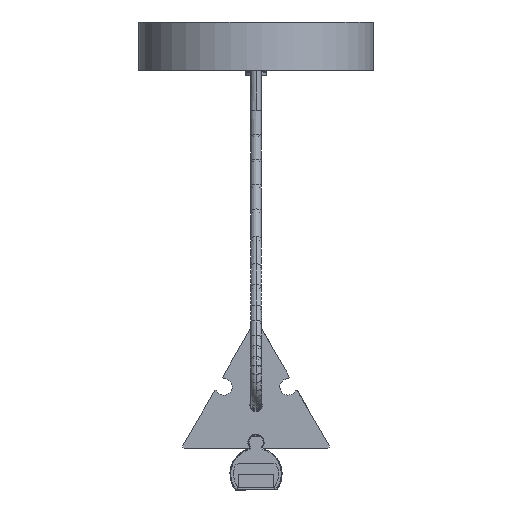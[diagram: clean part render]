
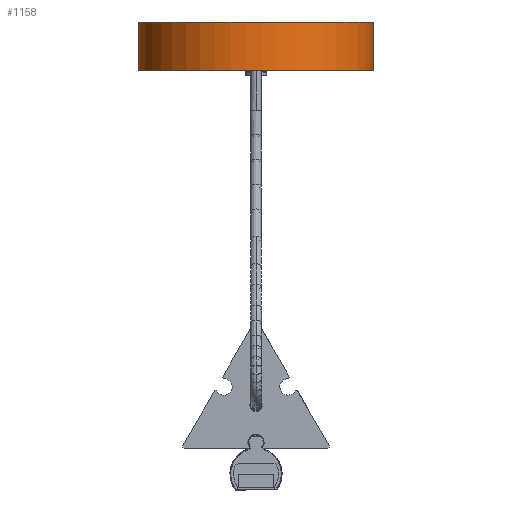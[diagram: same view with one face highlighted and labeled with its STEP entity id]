
A CAD part, front view. The second image highlights one B-rep face of the part: STEP entity #1158.
In plain terms, the highlighted cylindrical face has radius 68.056 mm (diameter 136.111 mm), a partial arc.
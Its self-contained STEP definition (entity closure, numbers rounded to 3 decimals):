
#1158=ADVANCED_FACE('',(#2984),#27510,.T.);
#2984=FACE_OUTER_BOUND('',#4815,.T.);
#4815=EDGE_LOOP('',(#7224,#7225,#7226,#7227));
#7224=ORIENTED_EDGE('',*,*,#15619,.T.);
#7225=ORIENTED_EDGE('',*,*,#15577,.T.);
#7226=ORIENTED_EDGE('',*,*,#15620,.F.);
#7227=ORIENTED_EDGE('',*,*,#15618,.F.);
#15577=EDGE_CURVE('',#24193,#24194,#23408,.T.);
#15618=EDGE_CURVE('',#24220,#24221,#23446,.T.);
#15619=EDGE_CURVE('',#24220,#24193,#23447,.T.);
#15620=EDGE_CURVE('',#24221,#24194,#23448,.T.);
#23408=(
BOUNDED_CURVE()
B_SPLINE_CURVE(1,(#34742,#34743),.UNSPECIFIED.,.F.,.F.)
B_SPLINE_CURVE_WITH_KNOTS((2,2),(0.,28.),.UNSPECIFIED.)
CURVE()
GEOMETRIC_REPRESENTATION_ITEM()
RATIONAL_B_SPLINE_CURVE((1.,1.))
REPRESENTATION_ITEM('')
);
#23446=(
BOUNDED_CURVE()
B_SPLINE_CURVE(1,(#34903,#34904),.UNSPECIFIED.,.F.,.F.)
B_SPLINE_CURVE_WITH_KNOTS((2,2),(0.,28.),.UNSPECIFIED.)
CURVE()
GEOMETRIC_REPRESENTATION_ITEM()
RATIONAL_B_SPLINE_CURVE((1.,1.))
REPRESENTATION_ITEM('')
);
#23447=(
BOUNDED_CURVE()
B_SPLINE_CURVE(2,(#34905,#34906,#34907,#34908,#34909),.UNSPECIFIED.,.F.,
 .F.)
B_SPLINE_CURVE_WITH_KNOTS((3,2,3),(213.803,320.705,427.606),
 .UNSPECIFIED.)
CURVE()
GEOMETRIC_REPRESENTATION_ITEM()
RATIONAL_B_SPLINE_CURVE((1.,0.707,1.,0.707,1.))
REPRESENTATION_ITEM('')
);
#23448=(
BOUNDED_CURVE()
B_SPLINE_CURVE(2,(#34910,#34911,#34912,#34913,#34914),.UNSPECIFIED.,.F.,
 .F.)
B_SPLINE_CURVE_WITH_KNOTS((3,2,3),(213.803,320.705,427.606),
 .UNSPECIFIED.)
CURVE()
GEOMETRIC_REPRESENTATION_ITEM()
RATIONAL_B_SPLINE_CURVE((1.,0.707,1.,0.707,1.))
REPRESENTATION_ITEM('')
);
#24193=VERTEX_POINT('',#34681);
#24194=VERTEX_POINT('',#34682);
#24220=VERTEX_POINT('',#34708);
#24221=VERTEX_POINT('',#34709);
#27510=CYLINDRICAL_SURFACE('',#27854,68.056);
#27854=AXIS2_PLACEMENT_3D('',#34212,#28326,$);
#28326=DIRECTION('',(0.,0.,1.));
#34212=CARTESIAN_POINT('',(-0.01,-538.092,195.608));
#34681=CARTESIAN_POINT('',(68.046,-538.092,181.608));
#34682=CARTESIAN_POINT('',(68.046,-538.092,209.608));
#34708=CARTESIAN_POINT('',(-68.065,-538.092,181.608));
#34709=CARTESIAN_POINT('',(-68.065,-538.092,209.608));
#34742=CARTESIAN_POINT('',(68.046,-538.092,181.608));
#34743=CARTESIAN_POINT('',(68.046,-538.092,209.608));
#34903=CARTESIAN_POINT('',(-68.065,-538.092,181.608));
#34904=CARTESIAN_POINT('',(-68.065,-538.092,209.608));
#34905=CARTESIAN_POINT('',(-68.065,-538.092,181.608));
#34906=CARTESIAN_POINT('',(-68.065,-606.148,181.608));
#34907=CARTESIAN_POINT('',(-0.01,-606.148,181.608));
#34908=CARTESIAN_POINT('',(68.046,-606.148,181.608));
#34909=CARTESIAN_POINT('',(68.046,-538.092,181.608));
#34910=CARTESIAN_POINT('',(-68.065,-538.092,209.608));
#34911=CARTESIAN_POINT('',(-68.065,-606.148,209.608));
#34912=CARTESIAN_POINT('',(-0.01,-606.148,209.608));
#34913=CARTESIAN_POINT('',(68.046,-606.148,209.608));
#34914=CARTESIAN_POINT('',(68.046,-538.092,209.608));
